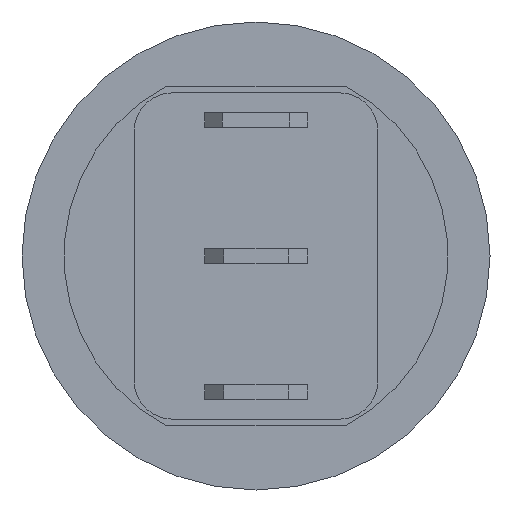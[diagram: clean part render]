
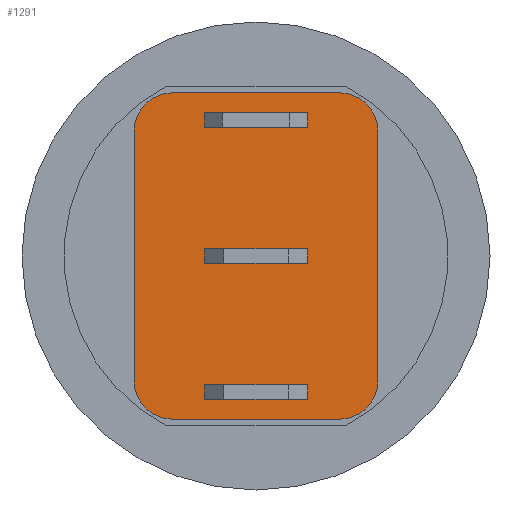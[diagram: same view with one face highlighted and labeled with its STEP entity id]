
A CAD part, front view. The second image highlights one B-rep face of the part: STEP entity #1291.
In plain terms, the highlighted planar face has unit normal (0, -1, 0).
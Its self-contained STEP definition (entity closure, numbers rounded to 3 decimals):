
#2=CARTESIAN_POINT('',(-4.35,0.,-6.5));
#3=DIRECTION('',(0.,-1.,0.));
#4=DIRECTION('',(-1.,0.,0.));
#5=AXIS2_PLACEMENT_3D('',#2,#3,#4);
#7=DIRECTION('',(0.,0.,1.));
#8=VECTOR('',#7,13.);
#9=CARTESIAN_POINT('',(-6.35,0.,-6.5));
#10=LINE('',#9,#8);
#11=CARTESIAN_POINT('',(-4.35,0.,6.5));
#12=DIRECTION('',(0.,-1.,0.));
#13=DIRECTION('',(0.,0.,1.));
#14=AXIS2_PLACEMENT_3D('',#11,#12,#13);
#16=DIRECTION('',(1.,0.,0.));
#17=VECTOR('',#16,8.7);
#18=CARTESIAN_POINT('',(-4.35,0.,8.5));
#19=LINE('',#18,#17);
#20=CARTESIAN_POINT('',(4.35,0.,6.5));
#21=DIRECTION('',(0.,-1.,0.));
#22=DIRECTION('',(1.,0.,0.));
#23=AXIS2_PLACEMENT_3D('',#20,#21,#22);
#25=DIRECTION('',(0.,0.,-1.));
#26=VECTOR('',#25,13.);
#27=CARTESIAN_POINT('',(6.35,0.,6.5));
#28=LINE('',#27,#26);
#29=CARTESIAN_POINT('',(4.35,0.,-6.5));
#30=DIRECTION('',(0.,-1.,0.));
#31=DIRECTION('',(0.,0.,-1.));
#32=AXIS2_PLACEMENT_3D('',#29,#30,#31);
#34=DIRECTION('',(-1.,0.,0.));
#35=VECTOR('',#34,8.7);
#36=CARTESIAN_POINT('',(4.35,0.,-8.5));
#37=LINE('',#36,#35);
#38=DIRECTION('',(0.,0.,1.));
#39=VECTOR('',#38,0.77);
#40=CARTESIAN_POINT('',(2.67,0.,-7.475));
#41=LINE('',#40,#39);
#42=DIRECTION('',(-1.,0.,0.));
#43=VECTOR('',#42,5.34);
#44=CARTESIAN_POINT('',(2.67,0.,-6.705));
#45=LINE('',#44,#43);
#46=DIRECTION('',(0.,0.,-1.));
#47=VECTOR('',#46,0.77);
#48=CARTESIAN_POINT('',(-2.67,0.,-6.705));
#49=LINE('',#48,#47);
#50=DIRECTION('',(1.,0.,0.));
#51=VECTOR('',#50,5.34);
#52=CARTESIAN_POINT('',(-2.67,0.,-7.475));
#53=LINE('',#52,#51);
#54=DIRECTION('',(0.,0.,1.));
#55=VECTOR('',#54,0.77);
#56=CARTESIAN_POINT('',(2.67,0.,-0.385));
#57=LINE('',#56,#55);
#58=DIRECTION('',(-1.,0.,0.));
#59=VECTOR('',#58,5.34);
#60=CARTESIAN_POINT('',(2.67,0.,0.385));
#61=LINE('',#60,#59);
#62=DIRECTION('',(0.,0.,-1.));
#63=VECTOR('',#62,0.77);
#64=CARTESIAN_POINT('',(-2.67,0.,0.385));
#65=LINE('',#64,#63);
#66=DIRECTION('',(1.,0.,0.));
#67=VECTOR('',#66,5.34);
#68=CARTESIAN_POINT('',(-2.67,0.,-0.385));
#69=LINE('',#68,#67);
#70=DIRECTION('',(-1.,0.,0.));
#71=VECTOR('',#70,5.34);
#72=CARTESIAN_POINT('',(2.67,0.,7.475));
#73=LINE('',#72,#71);
#74=DIRECTION('',(0.,0.,-1.));
#75=VECTOR('',#74,0.77);
#76=CARTESIAN_POINT('',(-2.67,0.,7.475));
#77=LINE('',#76,#75);
#78=DIRECTION('',(1.,0.,0.));
#79=VECTOR('',#78,5.34);
#80=CARTESIAN_POINT('',(-2.67,0.,6.705));
#81=LINE('',#80,#79);
#82=DIRECTION('',(0.,0.,1.));
#83=VECTOR('',#82,0.77);
#84=CARTESIAN_POINT('',(2.67,0.,6.705));
#85=LINE('',#84,#83);
#966=CARTESIAN_POINT('',(-6.35,0.,-6.5));
#967=CARTESIAN_POINT('',(-4.35,0.,-8.5));
#968=VERTEX_POINT('',#966);
#969=VERTEX_POINT('',#967);
#974=CARTESIAN_POINT('',(-4.35,0.,8.5));
#975=CARTESIAN_POINT('',(-6.35,0.,6.5));
#976=VERTEX_POINT('',#974);
#977=VERTEX_POINT('',#975);
#982=CARTESIAN_POINT('',(6.35,0.,6.5));
#983=CARTESIAN_POINT('',(4.35,0.,8.5));
#984=VERTEX_POINT('',#982);
#985=VERTEX_POINT('',#983);
#990=CARTESIAN_POINT('',(4.35,0.,-8.5));
#991=CARTESIAN_POINT('',(6.35,0.,-6.5));
#992=VERTEX_POINT('',#990);
#993=VERTEX_POINT('',#991);
#998=CARTESIAN_POINT('',(2.67,0.,-7.475));
#999=CARTESIAN_POINT('',(2.67,0.,-6.705));
#1000=VERTEX_POINT('',#998);
#1001=VERTEX_POINT('',#999);
#1002=CARTESIAN_POINT('',(-2.67,0.,-6.705));
#1003=VERTEX_POINT('',#1002);
#1004=CARTESIAN_POINT('',(-2.67,0.,-7.475));
#1005=VERTEX_POINT('',#1004);
#1006=CARTESIAN_POINT('',(2.67,0.,-0.385));
#1007=CARTESIAN_POINT('',(2.67,0.,0.385));
#1008=VERTEX_POINT('',#1006);
#1009=VERTEX_POINT('',#1007);
#1010=CARTESIAN_POINT('',(-2.67,0.,0.385));
#1011=VERTEX_POINT('',#1010);
#1012=CARTESIAN_POINT('',(-2.67,0.,-0.385));
#1013=VERTEX_POINT('',#1012);
#1014=CARTESIAN_POINT('',(2.67,0.,7.475));
#1015=CARTESIAN_POINT('',(-2.67,0.,7.475));
#1016=VERTEX_POINT('',#1014);
#1017=VERTEX_POINT('',#1015);
#1018=CARTESIAN_POINT('',(-2.67,0.,6.705));
#1019=VERTEX_POINT('',#1018);
#1020=CARTESIAN_POINT('',(2.67,0.,6.705));
#1021=VERTEX_POINT('',#1020);
#1238=CARTESIAN_POINT('',(0.,0.,0.));
#1239=DIRECTION('',(0.,1.,0.));
#1240=DIRECTION('',(1.,0.,0.));
#1241=AXIS2_PLACEMENT_3D('',#1238,#1239,#1240);
#1242=PLANE('',#1241);
#1244=ORIENTED_EDGE('',*,*,#1243,.F.);
#1246=ORIENTED_EDGE('',*,*,#1245,.T.);
#1248=ORIENTED_EDGE('',*,*,#1247,.F.);
#1250=ORIENTED_EDGE('',*,*,#1249,.T.);
#1252=ORIENTED_EDGE('',*,*,#1251,.F.);
#1254=ORIENTED_EDGE('',*,*,#1253,.T.);
#1256=ORIENTED_EDGE('',*,*,#1255,.F.);
#1258=ORIENTED_EDGE('',*,*,#1257,.T.);
#1259=EDGE_LOOP('',(#1244,#1246,#1248,#1250,#1252,#1254,#1256,#1258));
#1260=FACE_OUTER_BOUND('',#1259,.F.);
#1262=ORIENTED_EDGE('',*,*,#1261,.T.);
#1264=ORIENTED_EDGE('',*,*,#1263,.T.);
#1266=ORIENTED_EDGE('',*,*,#1265,.T.);
#1268=ORIENTED_EDGE('',*,*,#1267,.T.);
#1269=EDGE_LOOP('',(#1262,#1264,#1266,#1268));
#1270=FACE_BOUND('',#1269,.F.);
#1272=ORIENTED_EDGE('',*,*,#1271,.T.);
#1274=ORIENTED_EDGE('',*,*,#1273,.T.);
#1276=ORIENTED_EDGE('',*,*,#1275,.T.);
#1278=ORIENTED_EDGE('',*,*,#1277,.T.);
#1279=EDGE_LOOP('',(#1272,#1274,#1276,#1278));
#1280=FACE_BOUND('',#1279,.F.);
#1282=ORIENTED_EDGE('',*,*,#1281,.T.);
#1284=ORIENTED_EDGE('',*,*,#1283,.T.);
#1286=ORIENTED_EDGE('',*,*,#1285,.T.);
#1288=ORIENTED_EDGE('',*,*,#1287,.T.);
#1289=EDGE_LOOP('',(#1282,#1284,#1286,#1288));
#1290=FACE_BOUND('',#1289,.F.);
#1291=ADVANCED_FACE('',(#1260,#1270,#1280,#1290),#1242,.F.);
#6=CIRCLE('',#5,2.);
#15=CIRCLE('',#14,2.);
#24=CIRCLE('',#23,2.);
#33=CIRCLE('',#32,2.);
#1243=EDGE_CURVE('',#968,#969,#6,.T.);
#1245=EDGE_CURVE('',#968,#977,#10,.T.);
#1247=EDGE_CURVE('',#976,#977,#15,.T.);
#1249=EDGE_CURVE('',#976,#985,#19,.T.);
#1251=EDGE_CURVE('',#984,#985,#24,.T.);
#1253=EDGE_CURVE('',#984,#993,#28,.T.);
#1255=EDGE_CURVE('',#992,#993,#33,.T.);
#1257=EDGE_CURVE('',#992,#969,#37,.T.);
#1261=EDGE_CURVE('',#1000,#1001,#41,.T.);
#1263=EDGE_CURVE('',#1001,#1003,#45,.T.);
#1265=EDGE_CURVE('',#1003,#1005,#49,.T.);
#1267=EDGE_CURVE('',#1005,#1000,#53,.T.);
#1271=EDGE_CURVE('',#1008,#1009,#57,.T.);
#1273=EDGE_CURVE('',#1009,#1011,#61,.T.);
#1275=EDGE_CURVE('',#1011,#1013,#65,.T.);
#1277=EDGE_CURVE('',#1013,#1008,#69,.T.);
#1281=EDGE_CURVE('',#1016,#1017,#73,.T.);
#1283=EDGE_CURVE('',#1017,#1019,#77,.T.);
#1285=EDGE_CURVE('',#1019,#1021,#81,.T.);
#1287=EDGE_CURVE('',#1021,#1016,#85,.T.);
